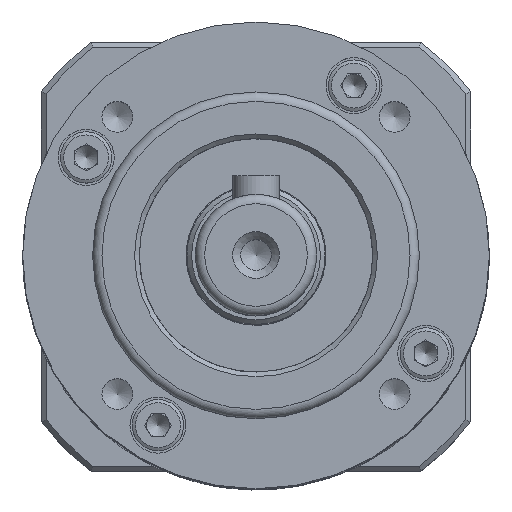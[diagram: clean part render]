
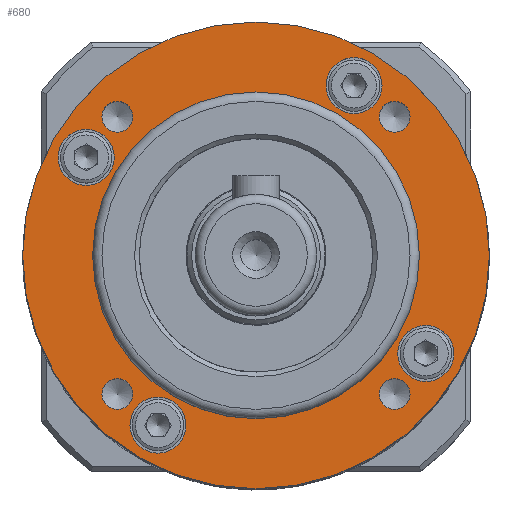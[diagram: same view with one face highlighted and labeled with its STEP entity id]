
A CAD part, top view. The second image highlights one B-rep face of the part: STEP entity #680.
In plain terms, the highlighted planar face has unit normal (0, 0, 1).
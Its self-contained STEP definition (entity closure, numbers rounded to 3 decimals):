
#84=CARTESIAN_POINT('',(16.499,14.849,18.0));
#85=VERTEX_POINT('',#84);
#86=CARTESIAN_POINT('',(14.849,14.849,18.0));
#87=DIRECTION('',(0.0,0.0,1.0));
#88=DIRECTION('',(1.0,0.0,0.0));
#89=AXIS2_PLACEMENT_3D('',#86,#87,#88);
#90=CIRCLE('',#89,1.65);
#91=EDGE_CURVE('',#85,#85,#90,.T.);
#121=CARTESIAN_POINT('',(16.499,-14.849,18.0));
#122=VERTEX_POINT('',#121);
#123=CARTESIAN_POINT('',(14.849,-14.849,18.0));
#124=DIRECTION('',(0.0,0.0,1.0));
#125=DIRECTION('',(1.0,0.0,0.0));
#126=AXIS2_PLACEMENT_3D('',#123,#124,#125);
#127=CIRCLE('',#126,1.65);
#128=EDGE_CURVE('',#122,#122,#127,.T.);
#158=CARTESIAN_POINT('',(-13.199,-14.849,18.0));
#159=VERTEX_POINT('',#158);
#160=CARTESIAN_POINT('',(-14.849,-14.849,18.0));
#161=DIRECTION('',(0.0,0.0,1.0));
#162=DIRECTION('',(1.0,0.0,0.0));
#163=AXIS2_PLACEMENT_3D('',#160,#161,#162);
#164=CIRCLE('',#163,1.65);
#165=EDGE_CURVE('',#159,#159,#164,.T.);
#195=CARTESIAN_POINT('',(-13.199,14.849,18.0));
#196=VERTEX_POINT('',#195);
#197=CARTESIAN_POINT('',(-14.849,14.849,18.0));
#198=DIRECTION('',(0.0,0.0,1.0));
#199=DIRECTION('',(1.0,0.0,0.0));
#200=AXIS2_PLACEMENT_3D('',#197,#198,#199);
#201=CIRCLE('',#200,1.65);
#202=EDGE_CURVE('',#196,#196,#201,.T.);
#316=CARTESIAN_POINT('',(10.5,15.187,18.));
#317=VERTEX_POINT('',#316);
#318=CARTESIAN_POINT('',(10.5,18.187,18.));
#319=DIRECTION('',(0.0,0.0,1.0));
#320=DIRECTION('',(0.0,-1.0,0.0));
#321=AXIS2_PLACEMENT_3D('',#318,#319,#320);
#322=CIRCLE('',#321,3.);
#323=EDGE_CURVE('',#317,#317,#322,.T.);
#372=CARTESIAN_POINT('',(-18.187,7.5,18.));
#373=VERTEX_POINT('',#372);
#374=CARTESIAN_POINT('',(-18.187,10.5,18.));
#375=DIRECTION('',(0.0,0.0,1.0));
#376=DIRECTION('',(0.0,-1.0,0.0));
#377=AXIS2_PLACEMENT_3D('',#374,#375,#376);
#378=CIRCLE('',#377,3.);
#379=EDGE_CURVE('',#373,#373,#378,.T.);
#428=CARTESIAN_POINT('',(-10.5,-21.187,18.));
#429=VERTEX_POINT('',#428);
#430=CARTESIAN_POINT('',(-10.5,-18.187,18.));
#431=DIRECTION('',(0.0,0.0,1.0));
#432=DIRECTION('',(0.0,-1.0,0.0));
#433=AXIS2_PLACEMENT_3D('',#430,#431,#432);
#434=CIRCLE('',#433,3.);
#435=EDGE_CURVE('',#429,#429,#434,.T.);
#484=CARTESIAN_POINT('',(21.187,-10.5,18.));
#485=VERTEX_POINT('',#484);
#486=CARTESIAN_POINT('',(18.187,-10.5,18.));
#487=DIRECTION('',(0.0,0.0,1.0));
#488=DIRECTION('',(1.0,0.0,0.0));
#489=AXIS2_PLACEMENT_3D('',#486,#487,#488);
#490=CIRCLE('',#489,3.);
#491=EDGE_CURVE('',#485,#485,#490,.T.);
#552=CARTESIAN_POINT('',(0.0,17.5,18.0));
#553=VERTEX_POINT('',#552);
#554=CARTESIAN_POINT('',(0.0,0.,18.));
#555=DIRECTION('',(0.0,0.0,-1.0));
#556=DIRECTION('',(0.0,1.0,0.0));
#557=AXIS2_PLACEMENT_3D('',#554,#555,#556);
#558=CIRCLE('',#557,17.5);
#559=EDGE_CURVE('',#553,#553,#558,.T.);
#569=CARTESIAN_POINT('',(0.0,25.,18.));
#570=VERTEX_POINT('',#569);
#571=CARTESIAN_POINT('',(0.0,0.,18.0));
#572=DIRECTION('',(0.0,0.0,-1.0));
#573=DIRECTION('',(0.0,1.0,0.0));
#574=AXIS2_PLACEMENT_3D('',#571,#572,#573);
#575=CIRCLE('',#574,25.);
#576=EDGE_CURVE('',#570,#570,#575,.T.);
#645=CARTESIAN_POINT('',(0.0,25.,18.));
#646=DIRECTION('',(0.0,0.0,1.0));
#647=DIRECTION('',(1.0,0.0,0.0));
#648=AXIS2_PLACEMENT_3D('',#645,#646,#647);
#649=PLANE('',#648);
#650=ORIENTED_EDGE('',*,*,#576,.F.);
#651=EDGE_LOOP('',(#650));
#652=FACE_OUTER_BOUND('',#651,.T.);
#653=ORIENTED_EDGE('',*,*,#128,.F.);
#654=EDGE_LOOP('',(#653));
#655=FACE_BOUND('',#654,.T.);
#656=ORIENTED_EDGE('',*,*,#165,.F.);
#657=EDGE_LOOP('',(#656));
#658=FACE_BOUND('',#657,.T.);
#659=ORIENTED_EDGE('',*,*,#202,.F.);
#660=EDGE_LOOP('',(#659));
#661=FACE_BOUND('',#660,.T.);
#662=ORIENTED_EDGE('',*,*,#323,.F.);
#663=EDGE_LOOP('',(#662));
#664=FACE_BOUND('',#663,.T.);
#665=ORIENTED_EDGE('',*,*,#379,.F.);
#666=EDGE_LOOP('',(#665));
#667=FACE_BOUND('',#666,.T.);
#668=ORIENTED_EDGE('',*,*,#435,.F.);
#669=EDGE_LOOP('',(#668));
#670=FACE_BOUND('',#669,.T.);
#671=ORIENTED_EDGE('',*,*,#491,.F.);
#672=EDGE_LOOP('',(#671));
#673=FACE_BOUND('',#672,.T.);
#674=ORIENTED_EDGE('',*,*,#559,.T.);
#675=EDGE_LOOP('',(#674));
#676=FACE_BOUND('',#675,.T.);
#677=ORIENTED_EDGE('',*,*,#91,.F.);
#678=EDGE_LOOP('',(#677));
#679=FACE_BOUND('',#678,.T.);
#680=ADVANCED_FACE('',(#652,#655,#658,#661,#664,#667,#670,#673,#676,#679),#649,.T.);
